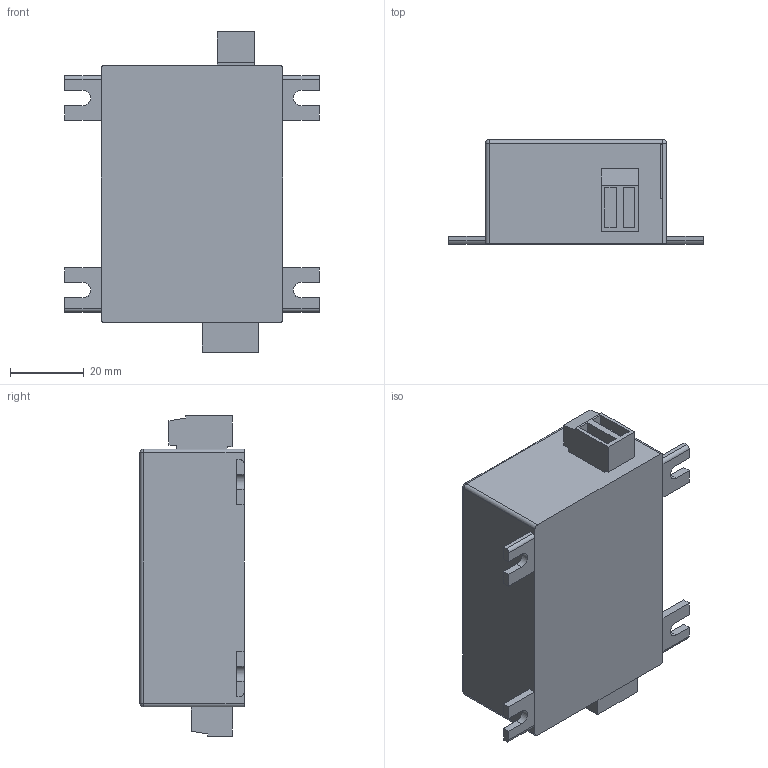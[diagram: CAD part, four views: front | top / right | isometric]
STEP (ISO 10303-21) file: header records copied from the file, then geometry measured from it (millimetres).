
FILE_DESCRIPTION((''),'2;1');
FILE_NAME('ETITEC_LP1_ASM','2021-03-03T',('marketing.praksa'),('Audax d.o.o.'),'CREO PARAMETRIC BY PTC INC, 2017480','CREO PARAMETRIC BY PTC INC, 2017480','');
FILE_SCHEMA(('AUTOMOTIVE_DESIGN { 1 0 10303 214 1 1 1 1 }'));
Length unit declared in the file: millimetre
Products named in the file (19): MAIN_CONTACTS_1_1; MAIN_CONTACTS_1_2; PRT0024_1_1; PRT0024_1_2; TMP_DWG_65_1_1_1_1; TMP_DWG_65_1_2_1_1; TMP_DWG_65_1_3_1_1; RC_1_1_1_1_2_3_4_1; RC_SCREW_1_1_2_3_4_1; PRT0017_1_1_2_3_4_1; PRT0018_1_1_2_3_4_5_6_1; MAIN_BODY_1; MAIN_BLACK_1; RC_1_1_1_1_2_3_1_1; PRT0017_1_1_2_3_1_1; PRT0018_1_1_2_3_4_5_1_1; RC_2XSCREW_ASM_1_ASM; 2XRC_ASM; ETITEC_LP1_ASM
Assembly tree (18 placements, depth 4):
  ETITEC_LP1_ASM
    MAIN_CONTACTS_1_1
    MAIN_CONTACTS_1_2
    PRT0024_1_1
    PRT0024_1_2
    TMP_DWG_65_1_1_1_1
    TMP_DWG_65_1_2_1_1
    TMP_DWG_65_1_3_1_1
    RC_1_1_1_1_2_3_4_1
    RC_SCREW_1_1_2_3_4_1
    PRT0017_1_1_2_3_4_1
    PRT0018_1_1_2_3_4_5_6_1
    MAIN_BODY_1
    MAIN_BLACK_1
    2XRC_ASM
      RC_2XSCREW_ASM_1_ASM
        RC_1_1_1_1_2_3_1_1
        PRT0017_1_1_2_3_1_1
        PRT0018_1_1_2_3_4_5_1_1
Bounding box: 69 x 28.2 x 86.7 mm (x, y, z)
Volume: 98162.7 mm3; surface area: 24017.5 mm2
Topology: 16 solids, 17 shells, 262 faces, 689 edges, 470 vertices
Faces by surface type: plane 190, cylinder 68, sphere 4
Entity records: 14158 total; most frequent: PRESENTATION_LAYER_ASSIGNMENT 2459, CARTESIAN_POINT 1511, DIRECTION 1479, ORIENTED_EDGE 1370, EDGE_CURVE 685, PRESENTATION_STYLE_ASSIGNMENT 652, STYLED_ITEM 652, CURVE_STYLE 568
